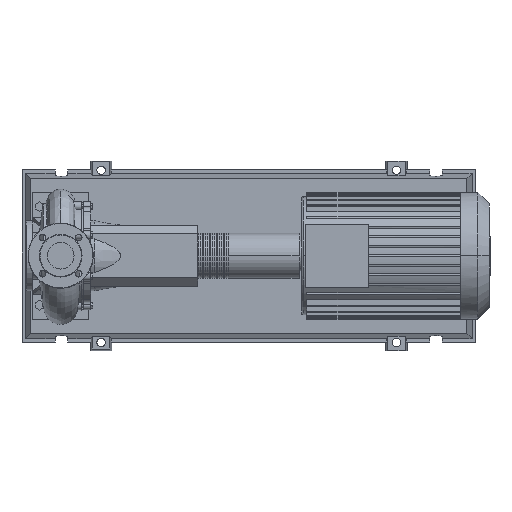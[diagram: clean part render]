
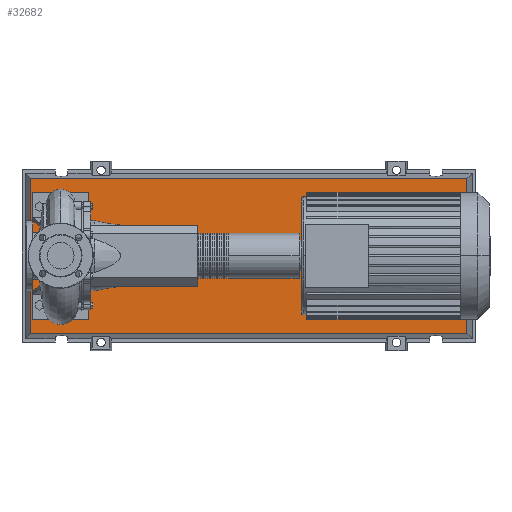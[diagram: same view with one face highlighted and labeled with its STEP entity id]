
A CAD part, top view. The second image highlights one B-rep face of the part: STEP entity #32682.
In plain terms, the highlighted planar face has unit normal (0, 0, 1).
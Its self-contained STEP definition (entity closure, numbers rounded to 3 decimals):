
#32363=CARTESIAN_POINT('',(1155.471,-220.471,103.0));
#32364=VERTEX_POINT('',#32363);
#32371=CARTESIAN_POINT('',(-85.471,-220.471,103.0));
#32372=VERTEX_POINT('',#32371);
#32373=CARTESIAN_POINT('',(1155.471,-220.471,103.0));
#32374=DIRECTION('',(-1.0,0.0,0.0));
#32375=VECTOR('',#32374,1240.941);
#32376=LINE('',#32373,#32375);
#32377=EDGE_CURVE('',#32364,#32372,#32376,.T.);
#32595=CARTESIAN_POINT('',(1155.471,220.471,103.0));
#32596=VERTEX_POINT('',#32595);
#32597=CARTESIAN_POINT('',(1155.471,220.471,103.0));
#32598=DIRECTION('',(0.0,-1.0,0.0));
#32599=VECTOR('',#32598,440.941);
#32600=LINE('',#32597,#32599);
#32601=EDGE_CURVE('',#32596,#32364,#32600,.T.);
#32619=CARTESIAN_POINT('',(-85.471,220.471,103.0));
#32620=VERTEX_POINT('',#32619);
#32621=CARTESIAN_POINT('',(-85.471,-220.471,103.0));
#32622=DIRECTION('',(0.0,1.0,0.0));
#32623=VECTOR('',#32622,440.941);
#32624=LINE('',#32621,#32623);
#32625=EDGE_CURVE('',#32372,#32620,#32624,.T.);
#32658=CARTESIAN_POINT('',(-85.471,220.471,103.0));
#32659=DIRECTION('',(1.0,0.0,0.0));
#32660=VECTOR('',#32659,1240.941);
#32661=LINE('',#32658,#32660);
#32662=EDGE_CURVE('',#32620,#32596,#32661,.T.);
#32671=CARTESIAN_POINT('',(535.,0.,103.0));
#32672=DIRECTION('',(0.0,0.0,1.0));
#32673=DIRECTION('',(1.0,0.0,0.0));
#32674=AXIS2_PLACEMENT_3D('',#32671,#32672,#32673);
#32675=PLANE('',#32674);
#32676=ORIENTED_EDGE('',*,*,#32601,.F.);
#32677=ORIENTED_EDGE('',*,*,#32662,.F.);
#32678=ORIENTED_EDGE('',*,*,#32625,.F.);
#32679=ORIENTED_EDGE('',*,*,#32377,.F.);
#32680=EDGE_LOOP('',(#32676,#32677,#32678,#32679));
#32681=FACE_OUTER_BOUND('',#32680,.T.);
#32682=ADVANCED_FACE('',(#32681),#32675,.T.);
